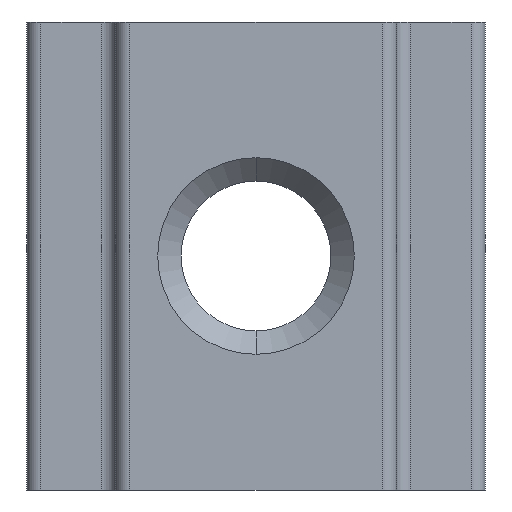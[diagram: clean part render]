
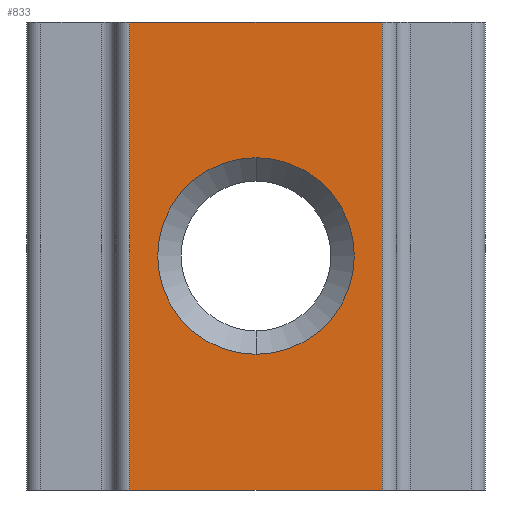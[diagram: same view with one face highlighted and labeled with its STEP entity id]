
A CAD part, front view. The second image highlights one B-rep face of the part: STEP entity #833.
In plain terms, the highlighted planar face has unit normal (0, -1, 0).
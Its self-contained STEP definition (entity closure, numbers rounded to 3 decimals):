
#6 = VERTEX_POINT ( 'NONE', #117 ) ;
#25 = CIRCLE ( 'NONE', #636, 2.1 ) ;
#29 = CIRCLE ( 'NONE', #595, 2.1 ) ;
#37 = EDGE_CURVE ( 'NONE', #865, #6, #405, .T. ) ;
#50 = PLANE ( 'NONE',  #886 ) ;
#58 = VERTEX_POINT ( 'NONE', #902 ) ;
#59 = DIRECTION ( 'NONE',  ( 0., 0., 1. ) ) ;
#81 = CARTESIAN_POINT ( 'NONE',  ( -3., 0., 10. ) ) ;
#104 = VERTEX_POINT ( 'NONE', #323 ) ;
#110 = CARTESIAN_POINT ( 'NONE',  ( -3., 0., 10. ) ) ;
#111 = EDGE_CURVE ( 'NONE', #6, #548, #470, .T. ) ;
#117 = CARTESIAN_POINT ( 'NONE',  ( -2.7, 0., 0. ) ) ;
#124 = DIRECTION ( 'NONE',  ( 0., 1., 0. ) ) ;
#127 = VERTEX_POINT ( 'NONE', #703 ) ;
#132 = VECTOR ( 'NONE', #613, 1000. ) ;
#152 = EDGE_LOOP ( 'NONE', ( #610, #434 ) ) ;
#167 = ORIENTED_EDGE ( 'NONE', *, *, #111, .T. ) ;
#188 = DIRECTION ( 'NONE',  ( 0., 0., 1. ) ) ;
#262 = DIRECTION ( 'NONE',  ( 0., 1., 0. ) ) ;
#298 = DIRECTION ( 'NONE',  ( 1., 0., 0. ) ) ;
#309 = EDGE_CURVE ( 'NONE', #127, #58, #25, .T. ) ;
#320 = CARTESIAN_POINT ( 'NONE',  ( -2.7, 0., 10. ) ) ;
#323 = CARTESIAN_POINT ( 'NONE',  ( 2.7, 0., 10. ) ) ;
#332 = VECTOR ( 'NONE', #298, 1000. ) ;
#341 = CARTESIAN_POINT ( 'NONE',  ( 2.7, 0., 0. ) ) ;
#390 = DIRECTION ( 'NONE',  ( 1., 0., 0. ) ) ;
#405 = LINE ( 'NONE', #320, #132 ) ;
#412 = LINE ( 'NONE', #567, #765 ) ;
#434 = ORIENTED_EDGE ( 'NONE', *, *, #499, .T. ) ;
#470 = LINE ( 'NONE', #495, #521 ) ;
#495 = CARTESIAN_POINT ( 'NONE',  ( -3., 0., 0. ) ) ;
#496 = FACE_BOUND ( 'NONE', #152, .T. ) ;
#499 = EDGE_CURVE ( 'NONE', #58, #127, #29, .T. ) ;
#521 = VECTOR ( 'NONE', #390, 1000. ) ;
#548 = VERTEX_POINT ( 'NONE', #341 ) ;
#558 = EDGE_LOOP ( 'NONE', ( #167, #675, #598, #942 ) ) ;
#560 = DIRECTION ( 'NONE',  ( 0., 0., 1. ) ) ;
#563 = CARTESIAN_POINT ( 'NONE',  ( -2.7, 0., 10. ) ) ;
#567 = CARTESIAN_POINT ( 'NONE',  ( 2.7, 0., 10. ) ) ;
#591 = LINE ( 'NONE', #81, #332 ) ;
#595 = AXIS2_PLACEMENT_3D ( 'NONE', #818, #124, #560 ) ;
#598 = ORIENTED_EDGE ( 'NONE', *, *, #662, .F. ) ;
#610 = ORIENTED_EDGE ( 'NONE', *, *, #309, .T. ) ;
#613 = DIRECTION ( 'NONE',  ( 0., 0., -1. ) ) ;
#636 = AXIS2_PLACEMENT_3D ( 'NONE', #826, #697, #59 ) ;
#662 = EDGE_CURVE ( 'NONE', #865, #104, #591, .T. ) ;
#675 = ORIENTED_EDGE ( 'NONE', *, *, #857, .T. ) ;
#697 = DIRECTION ( 'NONE',  ( 0., 1., 0. ) ) ;
#703 = CARTESIAN_POINT ( 'NONE',  ( 0., 0., 2.9 ) ) ;
#710 = FACE_OUTER_BOUND ( 'NONE', #558, .T. ) ;
#765 = VECTOR ( 'NONE', #769, 1000. ) ;
#769 = DIRECTION ( 'NONE',  ( 0., 0., 1. ) ) ;
#818 = CARTESIAN_POINT ( 'NONE',  ( 0., 0., 5. ) ) ;
#826 = CARTESIAN_POINT ( 'NONE',  ( 0., 0., 5. ) ) ;
#833 = ADVANCED_FACE ( 'NONE', ( #496, #710 ), #50, .F. ) ;
#857 = EDGE_CURVE ( 'NONE', #548, #104, #412, .T. ) ;
#865 = VERTEX_POINT ( 'NONE', #563 ) ;
#886 = AXIS2_PLACEMENT_3D ( 'NONE', #110, #262, #188 ) ;
#902 = CARTESIAN_POINT ( 'NONE',  ( 0., 0., 7.1 ) ) ;
#942 = ORIENTED_EDGE ( 'NONE', *, *, #37, .T. ) ;
